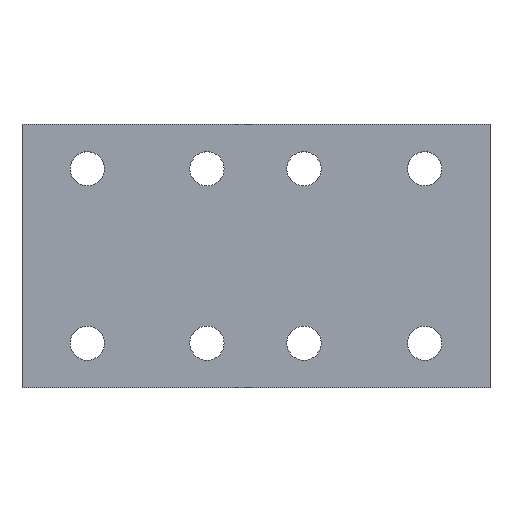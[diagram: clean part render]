
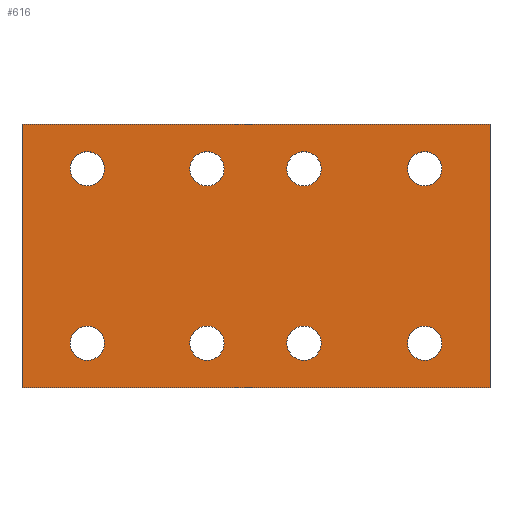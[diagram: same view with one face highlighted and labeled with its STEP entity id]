
A CAD part, top view. The second image highlights one B-rep face of the part: STEP entity #616.
In plain terms, the highlighted planar face has unit normal (0, 0, 1).
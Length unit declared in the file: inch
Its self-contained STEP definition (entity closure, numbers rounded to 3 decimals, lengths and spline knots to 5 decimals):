
#53=FACE_BOUND('',#153,.T.);
#54=FACE_BOUND('',#154,.T.);
#55=FACE_BOUND('',#155,.T.);
#56=FACE_BOUND('',#156,.T.);
#57=FACE_BOUND('',#157,.T.);
#58=FACE_BOUND('',#158,.T.);
#59=FACE_BOUND('',#159,.T.);
#60=FACE_BOUND('',#160,.T.);
#69=CIRCLE('',#663,0.13);
#70=CIRCLE('',#665,0.13);
#71=CIRCLE('',#667,0.13);
#72=CIRCLE('',#669,0.13);
#73=CIRCLE('',#671,0.13);
#74=CIRCLE('',#673,0.13);
#75=CIRCLE('',#675,0.13);
#76=CIRCLE('',#677,0.13);
#106=FACE_OUTER_BOUND('',#152,.T.);
#152=EDGE_LOOP('',(#553,#554,#555,#556));
#153=EDGE_LOOP('',(#557));
#154=EDGE_LOOP('',(#558));
#155=EDGE_LOOP('',(#559));
#156=EDGE_LOOP('',(#560));
#157=EDGE_LOOP('',(#561));
#158=EDGE_LOOP('',(#562));
#159=EDGE_LOOP('',(#563));
#160=EDGE_LOOP('',(#564));
#214=LINE('',#987,#274);
#217=LINE('',#992,#277);
#218=LINE('',#995,#278);
#220=LINE('',#998,#280);
#274=VECTOR('',#822,0.3937);
#277=VECTOR('',#827,0.3937);
#278=VECTOR('',#830,0.3937);
#280=VECTOR('',#834,0.3937);
#325=VERTEX_POINT('',#960);
#326=VERTEX_POINT('',#963);
#327=VERTEX_POINT('',#966);
#328=VERTEX_POINT('',#969);
#329=VERTEX_POINT('',#972);
#330=VERTEX_POINT('',#975);
#331=VERTEX_POINT('',#978);
#332=VERTEX_POINT('',#981);
#333=VERTEX_POINT('',#984);
#334=VERTEX_POINT('',#986);
#335=VERTEX_POINT('',#990);
#336=VERTEX_POINT('',#994);
#397=EDGE_CURVE('',#325,#325,#69,.T.);
#398=EDGE_CURVE('',#326,#326,#70,.T.);
#399=EDGE_CURVE('',#327,#327,#71,.T.);
#400=EDGE_CURVE('',#328,#328,#72,.T.);
#401=EDGE_CURVE('',#329,#329,#73,.T.);
#402=EDGE_CURVE('',#330,#330,#74,.T.);
#403=EDGE_CURVE('',#331,#331,#75,.T.);
#404=EDGE_CURVE('',#332,#332,#76,.T.);
#406=EDGE_CURVE('',#334,#333,#214,.T.);
#409=EDGE_CURVE('',#333,#335,#217,.T.);
#410=EDGE_CURVE('',#336,#334,#218,.T.);
#412=EDGE_CURVE('',#335,#336,#220,.T.);
#553=ORIENTED_EDGE('',*,*,#412,.T.);
#554=ORIENTED_EDGE('',*,*,#410,.T.);
#555=ORIENTED_EDGE('',*,*,#406,.T.);
#556=ORIENTED_EDGE('',*,*,#409,.T.);
#557=ORIENTED_EDGE('',*,*,#397,.T.);
#558=ORIENTED_EDGE('',*,*,#398,.T.);
#559=ORIENTED_EDGE('',*,*,#399,.T.);
#560=ORIENTED_EDGE('',*,*,#400,.T.);
#561=ORIENTED_EDGE('',*,*,#401,.T.);
#562=ORIENTED_EDGE('',*,*,#402,.T.);
#563=ORIENTED_EDGE('',*,*,#403,.T.);
#564=ORIENTED_EDGE('',*,*,#404,.T.);
#586=PLANE('',#682);
#616=ADVANCED_FACE('',(#106,#53,#54,#55,#56,#57,#58,#59,#60),#586,.T.);
#663=AXIS2_PLACEMENT_3D('',#961,#789,#790);
#665=AXIS2_PLACEMENT_3D('',#964,#793,#794);
#667=AXIS2_PLACEMENT_3D('',#967,#797,#798);
#669=AXIS2_PLACEMENT_3D('',#970,#801,#802);
#671=AXIS2_PLACEMENT_3D('',#973,#805,#806);
#673=AXIS2_PLACEMENT_3D('',#976,#809,#810);
#675=AXIS2_PLACEMENT_3D('',#979,#813,#814);
#677=AXIS2_PLACEMENT_3D('',#982,#817,#818);
#682=AXIS2_PLACEMENT_3D('',#999,#835,#836);
#789=DIRECTION('center_axis',(0.,0.,-1.));
#790=DIRECTION('ref_axis',(-1.,0.,0.));
#793=DIRECTION('center_axis',(0.,0.,-1.));
#794=DIRECTION('ref_axis',(-1.,0.,0.));
#797=DIRECTION('center_axis',(0.,0.,-1.));
#798=DIRECTION('ref_axis',(-1.,0.,0.));
#801=DIRECTION('center_axis',(0.,0.,-1.));
#802=DIRECTION('ref_axis',(-1.,0.,0.));
#805=DIRECTION('center_axis',(0.,0.,-1.));
#806=DIRECTION('ref_axis',(-1.,0.,0.));
#809=DIRECTION('center_axis',(0.,0.,-1.));
#810=DIRECTION('ref_axis',(-1.,0.,0.));
#813=DIRECTION('center_axis',(0.,0.,-1.));
#814=DIRECTION('ref_axis',(-1.,0.,0.));
#817=DIRECTION('center_axis',(0.,0.,-1.));
#818=DIRECTION('ref_axis',(-1.,0.,0.));
#822=DIRECTION('',(0.,1.,0.));
#827=DIRECTION('',(-1.,0.,0.));
#830=DIRECTION('',(1.,0.,0.));
#834=DIRECTION('',(0.,-1.,0.));
#835=DIRECTION('center_axis',(0.,0.,1.));
#836=DIRECTION('ref_axis',(1.,0.,0.));
#960=CARTESIAN_POINT('',(-0.24182,-0.6615,0.22047));
#961=CARTESIAN_POINT('Origin',(-0.37182,-0.6615,0.22047));
#963=CARTESIAN_POINT('',(0.49418,-0.6615,0.22047));
#964=CARTESIAN_POINT('Origin',(0.36418,-0.6615,0.22047));
#966=CARTESIAN_POINT('',(0.49418,0.661,0.22047));
#967=CARTESIAN_POINT('Origin',(0.36418,0.661,0.22047));
#969=CARTESIAN_POINT('',(-0.24182,0.661,0.22047));
#970=CARTESIAN_POINT('Origin',(-0.37182,0.661,0.22047));
#972=CARTESIAN_POINT('',(1.40941,-0.6615,0.22047));
#973=CARTESIAN_POINT('Origin',(1.27941,-0.6615,0.22047));
#975=CARTESIAN_POINT('',(1.40941,0.661,0.22047));
#976=CARTESIAN_POINT('Origin',(1.27941,0.661,0.22047));
#978=CARTESIAN_POINT('',(-1.14941,-0.6615,0.22047));
#979=CARTESIAN_POINT('Origin',(-1.27941,-0.6615,0.22047));
#981=CARTESIAN_POINT('',(-1.14941,0.661,0.22047));
#982=CARTESIAN_POINT('Origin',(-1.27941,0.661,0.22047));
#984=CARTESIAN_POINT('',(1.7755,1.,0.22047));
#986=CARTESIAN_POINT('',(1.7755,-1.,0.22047));
#987=CARTESIAN_POINT('',(1.7755,-1.,0.22047));
#990=CARTESIAN_POINT('',(-1.7755,1.,0.22047));
#992=CARTESIAN_POINT('',(1.7755,1.,0.22047));
#994=CARTESIAN_POINT('',(-1.7755,-1.,0.22047));
#995=CARTESIAN_POINT('',(-1.7755,-1.,0.22047));
#998=CARTESIAN_POINT('',(-1.7755,1.,0.22047));
#999=CARTESIAN_POINT('Origin',(-1.27745,0.,0.22047));
